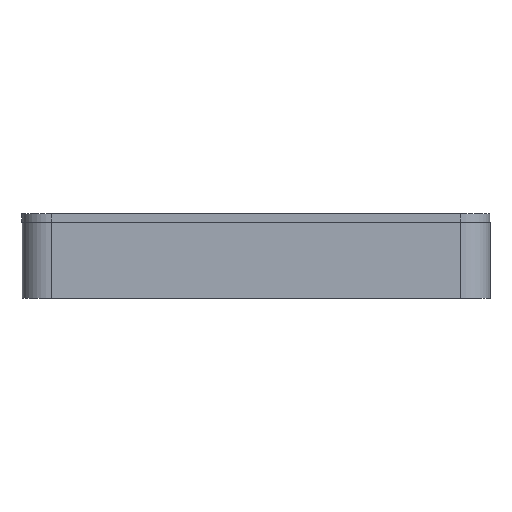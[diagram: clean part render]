
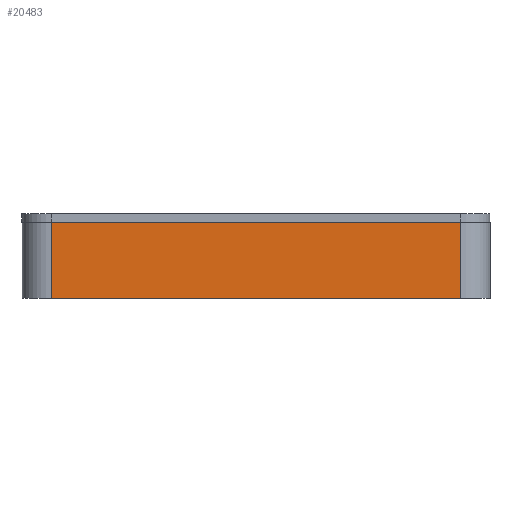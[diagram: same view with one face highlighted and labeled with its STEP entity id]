
A CAD part, front view. The second image highlights one B-rep face of the part: STEP entity #20483.
In plain terms, the highlighted planar face has unit normal (0, -1, 0).
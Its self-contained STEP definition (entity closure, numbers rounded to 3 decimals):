
#1494=FACE_OUTER_BOUND('',#2229,.T.);
#2229=EDGE_LOOP('',(#19390,#19391,#19392,#19393));
#4896=LINE('',#36468,#7567);
#4898=LINE('',#36474,#7569);
#4899=LINE('',#36476,#7570);
#4900=LINE('',#36477,#7571);
#7567=VECTOR('',#25508,10.);
#7569=VECTOR('',#25514,10.);
#7570=VECTOR('',#25515,10.);
#7571=VECTOR('',#25516,10.);
#11048=VERTEX_POINT('',#36465);
#11049=VERTEX_POINT('',#36467);
#11051=VERTEX_POINT('',#36473);
#11052=VERTEX_POINT('',#36475);
#14552=EDGE_CURVE('',#11048,#11049,#4896,.T.);
#14555=EDGE_CURVE('',#11051,#11048,#4898,.T.);
#14556=EDGE_CURVE('',#11052,#11051,#4899,.T.);
#14557=EDGE_CURVE('',#11049,#11052,#4900,.T.);
#19390=ORIENTED_EDGE('',*,*,#14552,.F.);
#19391=ORIENTED_EDGE('',*,*,#14555,.F.);
#19392=ORIENTED_EDGE('',*,*,#14556,.F.);
#19393=ORIENTED_EDGE('',*,*,#14557,.F.);
#19790=PLANE('',#21404);
#20483=ADVANCED_FACE('',(#1494),#19790,.T.);
#21404=AXIS2_PLACEMENT_3D('',#36472,#25512,#25513);
#25508=DIRECTION('',(0.,0.,-1.));
#25512=DIRECTION('center_axis',(0.,-1.,0.));
#25513=DIRECTION('ref_axis',(1.,0.,0.));
#25514=DIRECTION('',(1.,0.,0.));
#25515=DIRECTION('',(0.,0.,1.));
#25516=DIRECTION('',(-1.,0.,0.));
#36465=CARTESIAN_POINT('',(20.256,-35.609,13.));
#36467=CARTESIAN_POINT('',(20.256,-35.609,0.));
#36468=CARTESIAN_POINT('',(20.256,-35.609,0.));
#36472=CARTESIAN_POINT('Origin',(-54.744,-35.609,0.));
#36473=CARTESIAN_POINT('',(-49.744,-35.609,13.));
#36474=CARTESIAN_POINT('',(25.256,-35.609,13.));
#36475=CARTESIAN_POINT('',(-49.744,-35.609,0.));
#36476=CARTESIAN_POINT('',(-49.744,-35.609,0.));
#36477=CARTESIAN_POINT('',(25.256,-35.609,0.));
